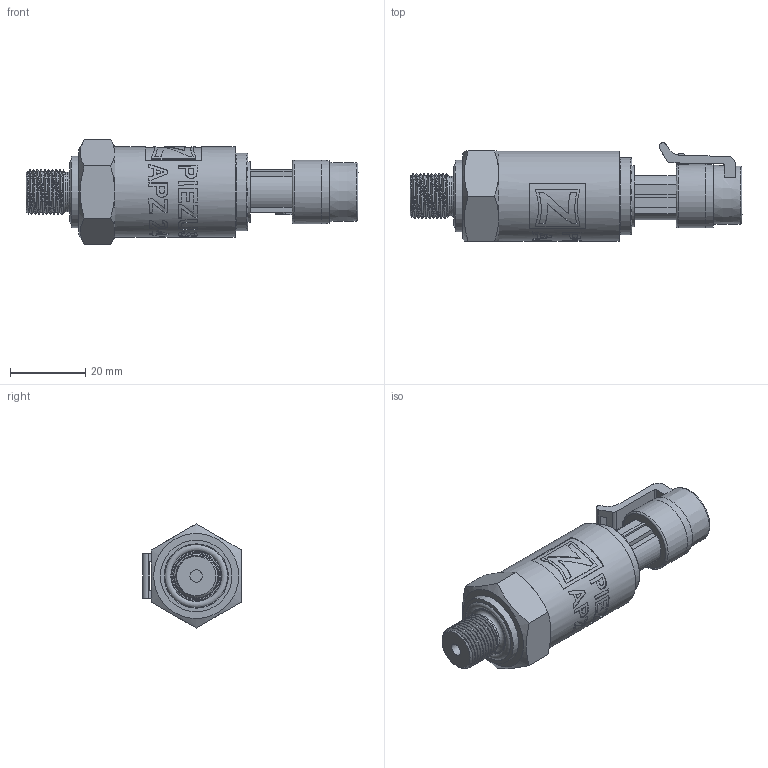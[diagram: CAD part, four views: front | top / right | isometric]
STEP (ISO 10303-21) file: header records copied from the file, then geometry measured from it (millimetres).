
FILE_DESCRIPTION(/* description */ (''),/* implementation_level */ '2;1');
FILE_NAME(/* name */ 'APZ2410_M12x1DIN_Packard.step',/* time_stamp */ '2021-06-11T15:00:36+03:00',/* author */ (''),/* organization */ (''),/* preprocessor_version */ 'ST-DEVELOPER v18.1',/* originating_system */ 'Autodesk Translation Framework v10.9.0.1377',/* authorisation */ '');
FILE_SCHEMA (('AUTOMOTIVE_DESIGN { 1 0 10303 214 3 1 1 }'));
Length unit declared in the file: millimetre
Products named in the file (4): APZ2410_M12x1DIN_Packard; M12x1 DIN; Packard male v12; Packard female v5
Assembly tree (3 placements, depth 2):
  APZ2410_M12x1DIN_Packard
    M12x1 DIN
    Packard male v12
    Packard female v5
Bounding box: 88.28 x 26.21 x 27.71 mm (x, y, z)
Volume: 26374.6 mm3; surface area: 13117.9 mm2
Topology: 11 solids, 11 shells, 502 faces, 1300 edges, 866 vertices
Faces by surface type: bspline 212, plane 169, cylinder 80, cone 27, torus 14
Full cylindrical faces by diameter (mm): 1.5 x3, 3.3 x1, 10.123 x1, 10.5 x1, 10.741 x9, 11.884 x8, 12 x1, 12.623 x2, 13.5 x1, 13.9 x1, 16.2 x1, 16.7 x1, 16.9 x1, 18 x2, 18.3 x1, 19 x1, 20 x2, 20.5 x1, 24 x1
Entity records: 25872 total; most frequent: CARTESIAN_POINT 14531, ORIENTED_EDGE 2600, DIRECTION 1782, EDGE_CURVE 1300, VERTEX_POINT 866, LINE 654, VECTOR 654, AXIS2_PLACEMENT_3D 564
